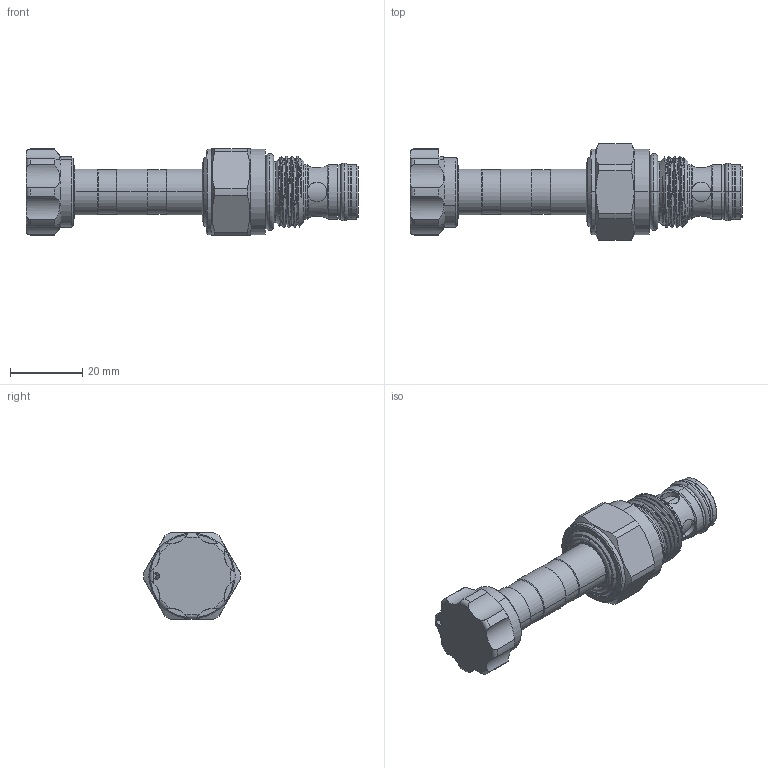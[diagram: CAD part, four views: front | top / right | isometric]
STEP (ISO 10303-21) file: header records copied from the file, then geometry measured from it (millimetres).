
FILE_DESCRIPTION (( 'STEP AP203' ), '1' );
FILE_NAME ('EP20M2A31N05.STEP', '2016-08-25T06:26:16', ( '' ), ( '' ), 'SwSTEP 2.0', 'SolidWorks 2012', '' );
FILE_SCHEMA (( 'CONFIG_CONTROL_DESIGN' ));
Length unit declared in the file: millimetre
Products named in the file (1): EP20M2A31N05
Bounding box: 91.75 x 26.69 x 24 mm (x, y, z)
Volume: 22261.7 mm3; surface area: 8663.2 mm2
Topology: 5 solids, 5 shells, 196 faces, 469 edges, 289 vertices
Faces by surface type: cylinder 100, cone 39, torus 28, plane 24, bspline 5
Entity records: 7590 total; most frequent: CARTESIAN_POINT 3043, DIRECTION 954, ORIENTED_EDGE 938, EDGE_CURVE 469, AXIS2_PLACEMENT_3D 409, VERTEX_POINT 289, CIRCLE 217, EDGE_LOOP 212
